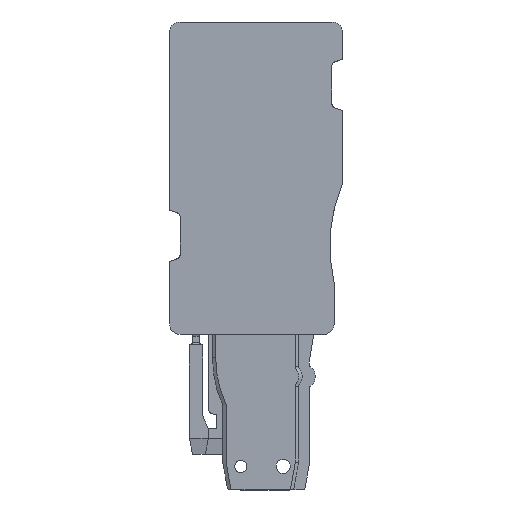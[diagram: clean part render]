
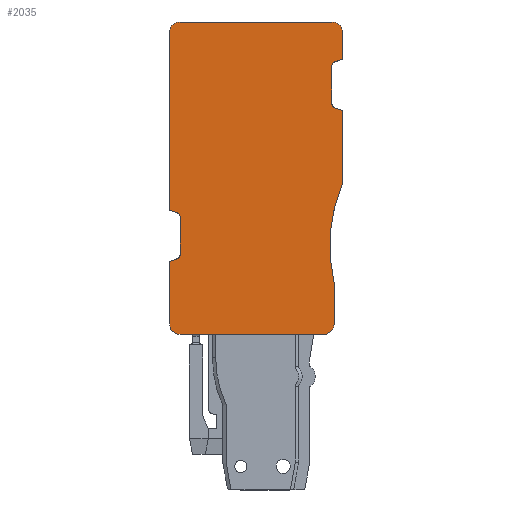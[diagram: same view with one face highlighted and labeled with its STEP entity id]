
A CAD part, left-side view. The second image highlights one B-rep face of the part: STEP entity #2035.
In plain terms, the highlighted planar face has unit normal (-1, 0, 0).
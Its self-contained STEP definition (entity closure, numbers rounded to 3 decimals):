
#1823=AXIS2_PLACEMENT_3D('Plane Axis2P3D',#1820,#1821,#1822) ;
#1836=AXIS2_PLACEMENT_3D('Circle Axis2P3D',#1834,#1835,$) ;
#1850=AXIS2_PLACEMENT_3D('Circle Axis2P3D',#1848,#1849,$) ;
#1864=AXIS2_PLACEMENT_3D('Circle Axis2P3D',#1862,#1863,$) ;
#1878=AXIS2_PLACEMENT_3D('Circle Axis2P3D',#1876,#1877,$) ;
#1892=AXIS2_PLACEMENT_3D('Circle Axis2P3D',#1890,#1891,$) ;
#1906=AXIS2_PLACEMENT_3D('Circle Axis2P3D',#1904,#1905,$) ;
#1920=AXIS2_PLACEMENT_3D('Circle Axis2P3D',#1918,#1919,$) ;
#1934=AXIS2_PLACEMENT_3D('Circle Axis2P3D',#1932,#1933,$) ;
#1948=AXIS2_PLACEMENT_3D('Circle Axis2P3D',#1946,#1947,$) ;
#1962=AXIS2_PLACEMENT_3D('Circle Axis2P3D',#1960,#1961,$) ;
#1976=AXIS2_PLACEMENT_3D('Circle Axis2P3D',#1974,#1975,$) ;
#1990=AXIS2_PLACEMENT_3D('Circle Axis2P3D',#1988,#1989,$) ;
#2004=AXIS2_PLACEMENT_3D('Circle Axis2P3D',#2002,#2003,$) ;
#1820=CARTESIAN_POINT('Axis2P3D Location',(0.,7.5,14.85)) ;
#1825=CARTESIAN_POINT('Line Origine',(0.,8.65,14.85)) ;
#1829=CARTESIAN_POINT('Vertex',(0.,1.8,14.85)) ;
#1831=CARTESIAN_POINT('Vertex',(0.,15.5,14.85)) ;
#1834=CARTESIAN_POINT('Axis2P3D Location',(0.,1.8,15.85)) ;
#1838=CARTESIAN_POINT('Vertex',(0.,0.8,15.85)) ;
#1841=CARTESIAN_POINT('Line Origine',(0.,0.8,17.8)) ;
#1845=CARTESIAN_POINT('Vertex',(0.,0.8,19.75)) ;
#1848=CARTESIAN_POINT('Axis2P3D Location',(0.,-13.774,23.3)) ;
#1852=CARTESIAN_POINT('Vertex',(0.,0.,29.24)) ;
#1855=CARTESIAN_POINT('Line Origine',(0.,0.,32.691)) ;
#1859=CARTESIAN_POINT('Vertex',(0.,0.,36.142)) ;
#1862=CARTESIAN_POINT('Axis2P3D Location',(0.,0.1,36.142)) ;
#1866=CARTESIAN_POINT('Vertex',(0.,0.069,36.238)) ;
#1869=CARTESIAN_POINT('Line Origine',(0.,0.414,36.349)) ;
#1873=CARTESIAN_POINT('Vertex',(0.,0.758,36.461)) ;
#1876=CARTESIAN_POINT('Axis2P3D Location',(0.,0.65,36.794)) ;
#1880=CARTESIAN_POINT('Vertex',(0.,1.,36.794)) ;
#1883=CARTESIAN_POINT('Line Origine',(0.,1.,38.65)) ;
#1887=CARTESIAN_POINT('Vertex',(0.,1.,40.506)) ;
#1890=CARTESIAN_POINT('Axis2P3D Location',(0.,0.65,40.506)) ;
#1894=CARTESIAN_POINT('Vertex',(0.,0.758,40.839)) ;
#1897=CARTESIAN_POINT('Line Origine',(0.,0.414,40.951)) ;
#1901=CARTESIAN_POINT('Vertex',(0.,0.069,41.062)) ;
#1904=CARTESIAN_POINT('Axis2P3D Location',(0.,0.1,41.158)) ;
#1908=CARTESIAN_POINT('Vertex',(0.,0.,41.158)) ;
#1911=CARTESIAN_POINT('Line Origine',(0.,0.,42.404)) ;
#1915=CARTESIAN_POINT('Vertex',(0.,0.,43.65)) ;
#1918=CARTESIAN_POINT('Axis2P3D Location',(0.,1.,43.65)) ;
#1922=CARTESIAN_POINT('Vertex',(0.,1.,44.65)) ;
#1925=CARTESIAN_POINT('Line Origine',(0.,8.25,44.65)) ;
#1929=CARTESIAN_POINT('Vertex',(0.,15.5,44.65)) ;
#1932=CARTESIAN_POINT('Axis2P3D Location',(0.,15.5,43.65)) ;
#1936=CARTESIAN_POINT('Vertex',(0.,16.5,43.65)) ;
#1939=CARTESIAN_POINT('Line Origine',(0.,16.5,35.204)) ;
#1943=CARTESIAN_POINT('Vertex',(0.,16.5,26.758)) ;
#1946=CARTESIAN_POINT('Axis2P3D Location',(0.,16.4,26.758)) ;
#1950=CARTESIAN_POINT('Vertex',(0.,16.431,26.662)) ;
#1953=CARTESIAN_POINT('Line Origine',(0.,16.086,26.551)) ;
#1957=CARTESIAN_POINT('Vertex',(0.,15.742,26.439)) ;
#1960=CARTESIAN_POINT('Axis2P3D Location',(0.,15.85,26.106)) ;
#1964=CARTESIAN_POINT('Vertex',(0.,15.5,26.106)) ;
#1967=CARTESIAN_POINT('Line Origine',(0.,15.5,24.25)) ;
#1971=CARTESIAN_POINT('Vertex',(0.,15.5,22.394)) ;
#1974=CARTESIAN_POINT('Axis2P3D Location',(0.,15.85,22.394)) ;
#1978=CARTESIAN_POINT('Vertex',(0.,15.742,22.061)) ;
#1981=CARTESIAN_POINT('Line Origine',(0.,16.086,21.949)) ;
#1985=CARTESIAN_POINT('Vertex',(0.,16.431,21.838)) ;
#1988=CARTESIAN_POINT('Axis2P3D Location',(0.,16.4,21.742)) ;
#1992=CARTESIAN_POINT('Vertex',(0.,16.5,21.742)) ;
#1995=CARTESIAN_POINT('Line Origine',(0.,16.5,18.796)) ;
#1999=CARTESIAN_POINT('Vertex',(0.,16.5,15.85)) ;
#2002=CARTESIAN_POINT('Axis2P3D Location',(0.,15.5,15.85)) ;
#1821=DIRECTION('Axis2P3D Direction',(-1.,0.,0.)) ;
#1822=DIRECTION('Axis2P3D XDirection',(0.,-1.,0.)) ;
#1826=DIRECTION('Vector Direction',(0.,1.,0.)) ;
#1835=DIRECTION('Axis2P3D Direction',(-1.,0.,0.)) ;
#1842=DIRECTION('Vector Direction',(0.,0.,1.)) ;
#1849=DIRECTION('Axis2P3D Direction',(-1.,0.,0.)) ;
#1856=DIRECTION('Vector Direction',(0.,0.,1.)) ;
#1863=DIRECTION('Axis2P3D Direction',(-1.,0.,0.)) ;
#1870=DIRECTION('Vector Direction',(0.,-0.951,-0.309)) ;
#1877=DIRECTION('Axis2P3D Direction',(-1.,0.,0.)) ;
#1884=DIRECTION('Vector Direction',(0.,0.,-1.)) ;
#1891=DIRECTION('Axis2P3D Direction',(-1.,0.,0.)) ;
#1898=DIRECTION('Vector Direction',(0.,0.951,-0.309)) ;
#1905=DIRECTION('Axis2P3D Direction',(-1.,0.,0.)) ;
#1912=DIRECTION('Vector Direction',(0.,0.,1.)) ;
#1919=DIRECTION('Axis2P3D Direction',(-1.,0.,0.)) ;
#1926=DIRECTION('Vector Direction',(0.,-1.,0.)) ;
#1933=DIRECTION('Axis2P3D Direction',(-1.,0.,0.)) ;
#1940=DIRECTION('Vector Direction',(0.,0.,-1.)) ;
#1947=DIRECTION('Axis2P3D Direction',(-1.,0.,0.)) ;
#1954=DIRECTION('Vector Direction',(0.,0.951,0.309)) ;
#1961=DIRECTION('Axis2P3D Direction',(-1.,0.,0.)) ;
#1968=DIRECTION('Vector Direction',(0.,0.,-1.)) ;
#1975=DIRECTION('Axis2P3D Direction',(-1.,0.,0.)) ;
#1982=DIRECTION('Vector Direction',(0.,-0.951,0.309)) ;
#1989=DIRECTION('Axis2P3D Direction',(-1.,0.,0.)) ;
#1996=DIRECTION('Vector Direction',(0.,0.,-1.)) ;
#2003=DIRECTION('Axis2P3D Direction',(-1.,0.,0.)) ;
#1827=VECTOR('Line Direction',#1826,1.) ;
#1843=VECTOR('Line Direction',#1842,1.) ;
#1857=VECTOR('Line Direction',#1856,1.) ;
#1871=VECTOR('Line Direction',#1870,1.) ;
#1885=VECTOR('Line Direction',#1884,1.) ;
#1899=VECTOR('Line Direction',#1898,1.) ;
#1913=VECTOR('Line Direction',#1912,1.) ;
#1927=VECTOR('Line Direction',#1926,1.) ;
#1941=VECTOR('Line Direction',#1940,1.) ;
#1955=VECTOR('Line Direction',#1954,1.) ;
#1969=VECTOR('Line Direction',#1968,1.) ;
#1983=VECTOR('Line Direction',#1982,1.) ;
#1997=VECTOR('Line Direction',#1996,1.) ;
#2008=ORIENTED_EDGE('',*,*,#1833,.F.) ;
#2009=ORIENTED_EDGE('',*,*,#1840,.T.) ;
#2010=ORIENTED_EDGE('',*,*,#1847,.T.) ;
#2011=ORIENTED_EDGE('',*,*,#1854,.F.) ;
#2012=ORIENTED_EDGE('',*,*,#1861,.T.) ;
#2013=ORIENTED_EDGE('',*,*,#1868,.T.) ;
#2014=ORIENTED_EDGE('',*,*,#1875,.F.) ;
#2015=ORIENTED_EDGE('',*,*,#1882,.F.) ;
#2016=ORIENTED_EDGE('',*,*,#1889,.F.) ;
#2017=ORIENTED_EDGE('',*,*,#1896,.F.) ;
#2018=ORIENTED_EDGE('',*,*,#1903,.F.) ;
#2019=ORIENTED_EDGE('',*,*,#1910,.T.) ;
#2020=ORIENTED_EDGE('',*,*,#1917,.T.) ;
#2021=ORIENTED_EDGE('',*,*,#1924,.T.) ;
#2022=ORIENTED_EDGE('',*,*,#1931,.F.) ;
#2023=ORIENTED_EDGE('',*,*,#1938,.T.) ;
#2024=ORIENTED_EDGE('',*,*,#1945,.T.) ;
#2025=ORIENTED_EDGE('',*,*,#1952,.T.) ;
#2026=ORIENTED_EDGE('',*,*,#1959,.F.) ;
#2027=ORIENTED_EDGE('',*,*,#1966,.F.) ;
#2028=ORIENTED_EDGE('',*,*,#1973,.T.) ;
#2029=ORIENTED_EDGE('',*,*,#1980,.F.) ;
#2030=ORIENTED_EDGE('',*,*,#1987,.F.) ;
#2031=ORIENTED_EDGE('',*,*,#1994,.T.) ;
#2032=ORIENTED_EDGE('',*,*,#2001,.T.) ;
#2033=ORIENTED_EDGE('',*,*,#2006,.T.) ;
#2035=ADVANCED_FACE('Hauptk\X2\00F6\X0\rper',(#2034),#1824,.T.) ;
#1837=CIRCLE('generated circle',#1836,1.) ;
#1851=CIRCLE('generated circle',#1850,15.) ;
#1865=CIRCLE('generated circle',#1864,0.1) ;
#1879=CIRCLE('generated circle',#1878,0.35) ;
#1893=CIRCLE('generated circle',#1892,0.35) ;
#1907=CIRCLE('generated circle',#1906,0.1) ;
#1921=CIRCLE('generated circle',#1920,1.) ;
#1935=CIRCLE('generated circle',#1934,1.) ;
#1949=CIRCLE('generated circle',#1948,0.1) ;
#1963=CIRCLE('generated circle',#1962,0.35) ;
#1977=CIRCLE('generated circle',#1976,0.35) ;
#1991=CIRCLE('generated circle',#1990,0.1) ;
#2005=CIRCLE('generated circle',#2004,1.) ;
#1833=EDGE_CURVE('',#1830,#1832,#1828,.T.) ;
#1840=EDGE_CURVE('',#1830,#1839,#1837,.T.) ;
#1847=EDGE_CURVE('',#1839,#1846,#1844,.T.) ;
#1854=EDGE_CURVE('',#1853,#1846,#1851,.T.) ;
#1861=EDGE_CURVE('',#1853,#1860,#1858,.T.) ;
#1868=EDGE_CURVE('',#1860,#1867,#1865,.T.) ;
#1875=EDGE_CURVE('',#1874,#1867,#1872,.T.) ;
#1882=EDGE_CURVE('',#1881,#1874,#1879,.T.) ;
#1889=EDGE_CURVE('',#1888,#1881,#1886,.T.) ;
#1896=EDGE_CURVE('',#1895,#1888,#1893,.T.) ;
#1903=EDGE_CURVE('',#1902,#1895,#1900,.T.) ;
#1910=EDGE_CURVE('',#1902,#1909,#1907,.T.) ;
#1917=EDGE_CURVE('',#1909,#1916,#1914,.T.) ;
#1924=EDGE_CURVE('',#1916,#1923,#1921,.T.) ;
#1931=EDGE_CURVE('',#1930,#1923,#1928,.T.) ;
#1938=EDGE_CURVE('',#1930,#1937,#1935,.T.) ;
#1945=EDGE_CURVE('',#1937,#1944,#1942,.T.) ;
#1952=EDGE_CURVE('',#1944,#1951,#1949,.T.) ;
#1959=EDGE_CURVE('',#1958,#1951,#1956,.T.) ;
#1966=EDGE_CURVE('',#1965,#1958,#1963,.T.) ;
#1973=EDGE_CURVE('',#1965,#1972,#1970,.T.) ;
#1980=EDGE_CURVE('',#1979,#1972,#1977,.T.) ;
#1987=EDGE_CURVE('',#1986,#1979,#1984,.T.) ;
#1994=EDGE_CURVE('',#1986,#1993,#1991,.T.) ;
#2001=EDGE_CURVE('',#1993,#2000,#1998,.T.) ;
#2006=EDGE_CURVE('',#2000,#1832,#2005,.T.) ;
#2007=EDGE_LOOP('',(#2008,#2009,#2010,#2011,#2012,#2013,#2014,#2015,#2016,#2017,#2018,#2019,#2020,#2021,#2022,#2023,#2024,#2025,#2026,#2027,#2028,#2029,#2030,#2031,#2032,#2033)) ;
#2034=FACE_OUTER_BOUND('',#2007,.T.) ;
#1828=LINE('Line',#1825,#1827) ;
#1844=LINE('Line',#1841,#1843) ;
#1858=LINE('Line',#1855,#1857) ;
#1872=LINE('Line',#1869,#1871) ;
#1886=LINE('Line',#1883,#1885) ;
#1900=LINE('Line',#1897,#1899) ;
#1914=LINE('Line',#1911,#1913) ;
#1928=LINE('Line',#1925,#1927) ;
#1942=LINE('Line',#1939,#1941) ;
#1956=LINE('Line',#1953,#1955) ;
#1970=LINE('Line',#1967,#1969) ;
#1984=LINE('Line',#1981,#1983) ;
#1998=LINE('Line',#1995,#1997) ;
#1824=PLANE('',#1823) ;
#1830=VERTEX_POINT('',#1829) ;
#1832=VERTEX_POINT('',#1831) ;
#1839=VERTEX_POINT('',#1838) ;
#1846=VERTEX_POINT('',#1845) ;
#1853=VERTEX_POINT('',#1852) ;
#1860=VERTEX_POINT('',#1859) ;
#1867=VERTEX_POINT('',#1866) ;
#1874=VERTEX_POINT('',#1873) ;
#1881=VERTEX_POINT('',#1880) ;
#1888=VERTEX_POINT('',#1887) ;
#1895=VERTEX_POINT('',#1894) ;
#1902=VERTEX_POINT('',#1901) ;
#1909=VERTEX_POINT('',#1908) ;
#1916=VERTEX_POINT('',#1915) ;
#1923=VERTEX_POINT('',#1922) ;
#1930=VERTEX_POINT('',#1929) ;
#1937=VERTEX_POINT('',#1936) ;
#1944=VERTEX_POINT('',#1943) ;
#1951=VERTEX_POINT('',#1950) ;
#1958=VERTEX_POINT('',#1957) ;
#1965=VERTEX_POINT('',#1964) ;
#1972=VERTEX_POINT('',#1971) ;
#1979=VERTEX_POINT('',#1978) ;
#1986=VERTEX_POINT('',#1985) ;
#1993=VERTEX_POINT('',#1992) ;
#2000=VERTEX_POINT('',#1999) ;
